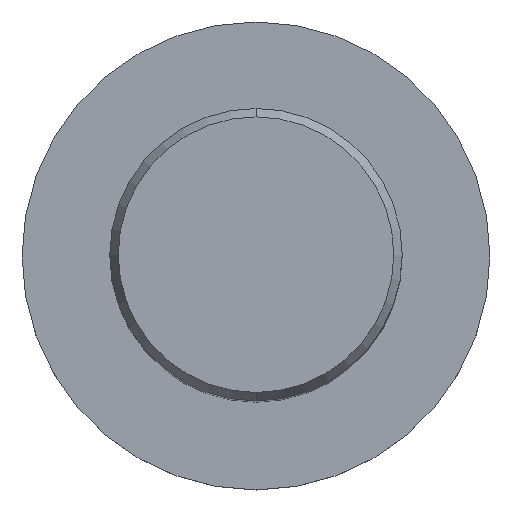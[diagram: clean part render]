
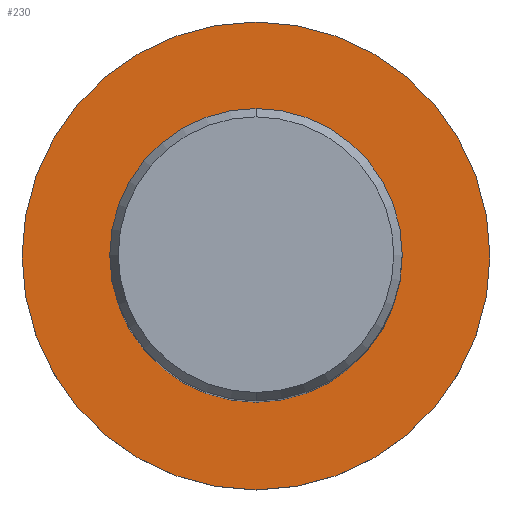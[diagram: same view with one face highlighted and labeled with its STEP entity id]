
A CAD part, top view. The second image highlights one B-rep face of the part: STEP entity #230.
In plain terms, the highlighted planar face has unit normal (0, 0, 1).
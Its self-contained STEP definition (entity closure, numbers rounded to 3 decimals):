
#206=VERTEX_POINT('',#541);
#230=ADVANCED_FACE('',(#566,#567),#568,.T.);
#338=EDGE_CURVE('',#342,#502,#686,.T.);
#342=VERTEX_POINT('',#690);
#372=EDGE_CURVE('',#206,#430,#721,.T.);
#430=VERTEX_POINT('',#785);
#448=EDGE_CURVE('',#430,#206,#804,.T.);
#496=EDGE_CURVE('',#502,#342,#859,.T.);
#502=VERTEX_POINT('',#866);
#541=CARTESIAN_POINT('',(0.0,10.0,-50.0));
#566=FACE_BOUND('',#982,.T.);
#567=FACE_OUTER_BOUND('',#983,.T.);
#568=PLANE('',#984);
#686=CIRCLE('',#1196,16.0);
#690=CARTESIAN_POINT('',(0.0,16.0,-50.0));
#721=CIRCLE('',#1255,10.0);
#785=CARTESIAN_POINT('',(0.,-10.0,-50.0));
#804=CIRCLE('',#1471,10.0);
#859=CIRCLE('',#1562,16.0);
#866=CARTESIAN_POINT('',(0.,-16.0,-50.0));
#982=EDGE_LOOP('',(#1622,#1623));
#983=EDGE_LOOP('',(#1624,#1625));
#984=AXIS2_PLACEMENT_3D('',#1626,#1627,#1628);
#1196=AXIS2_PLACEMENT_3D('',#1762,#1763,#1764);
#1255=AXIS2_PLACEMENT_3D('',#1785,#1786,#1787);
#1471=AXIS2_PLACEMENT_3D('',#1880,#1881,#1882);
#1562=AXIS2_PLACEMENT_3D('',#1960,#1961,#1962);
#1622=ORIENTED_EDGE('',*,*,#372,.T.);
#1623=ORIENTED_EDGE('',*,*,#448,.T.);
#1624=ORIENTED_EDGE('',*,*,#338,.F.);
#1625=ORIENTED_EDGE('',*,*,#496,.F.);
#1626=CARTESIAN_POINT('',(0.0,8.0,-50.0));
#1627=DIRECTION('',(-0.0,0.0,1.0));
#1628=DIRECTION('',(0.0,-1.0,0.0));
#1762=CARTESIAN_POINT('',(0.0,0.0,-50.0));
#1763=DIRECTION('',(0.0,0.0,-1.0));
#1764=DIRECTION('',(0.0,1.0,0.0));
#1785=CARTESIAN_POINT('',(0.0,0.0,-50.0));
#1786=DIRECTION('',(-0.0,0.0,-1.0));
#1787=DIRECTION('',(0.0,1.0,0.0));
#1880=CARTESIAN_POINT('',(0.0,0.0,-50.0));
#1881=DIRECTION('',(-0.0,0.0,-1.0));
#1882=DIRECTION('',(0.0,1.0,0.0));
#1960=CARTESIAN_POINT('',(0.0,0.0,-50.0));
#1961=DIRECTION('',(0.0,0.0,-1.0));
#1962=DIRECTION('',(0.0,1.0,0.0));
